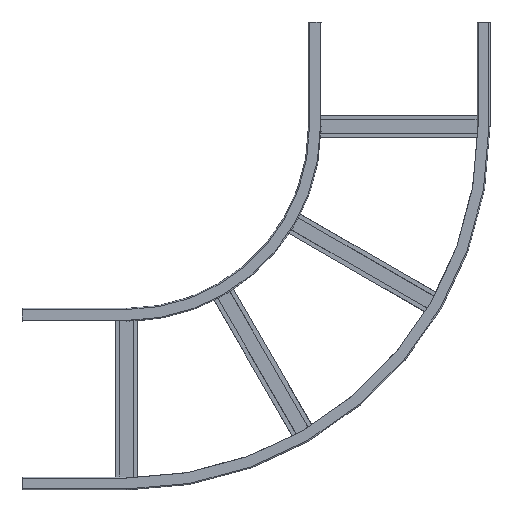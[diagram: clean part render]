
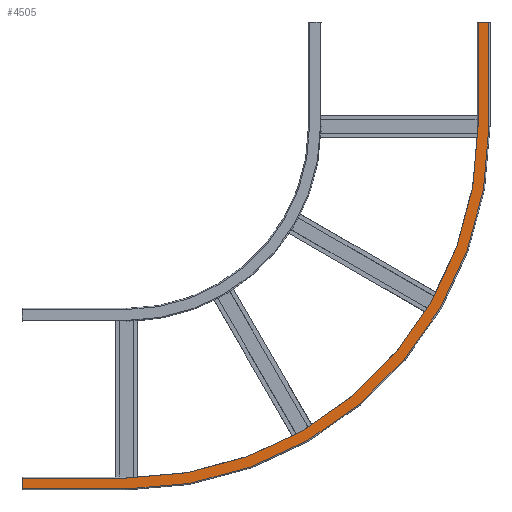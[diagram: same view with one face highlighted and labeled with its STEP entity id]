
A CAD part, front view. The second image highlights one B-rep face of the part: STEP entity #4505.
In plain terms, the highlighted planar face has unit normal (0, -1, 0).
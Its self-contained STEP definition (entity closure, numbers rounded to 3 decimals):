
#326 = CIRCLE ( 'NONE', #385, 580.2 ) ;
#385 = AXIS2_PLACEMENT_3D ( 'NONE', #1149, #1150, #1151 ) ;
#513 = EDGE_CURVE ( 'NONE', #2808, #2810, #3282, .T. ) ;
#516 = EDGE_CURVE ( 'NONE', #2808, #2796, #3285, .T. ) ;
#529 = EDGE_CURVE ( 'NONE', #2811, #2847, #3311, .T. ) ;
#530 = EDGE_CURVE ( 'NONE', #2842, #2847, #3313, .T. ) ;
#531 = EDGE_CURVE ( 'NONE', #2810, #2842, #3315, .T. ) ;
#532 = EDGE_CURVE ( 'NONE', #2796, #2841, #3317, .T. ) ;
#534 = EDGE_CURVE ( 'NONE', #2809, #2841, #3294, .T. ) ;
#1149 = CARTESIAN_POINT ( 'NONE',  ( -300., -42.93, -173. ) ) ;
#1150 = DIRECTION ( 'NONE',  ( 0., -1., 0. ) ) ;
#1151 = DIRECTION ( 'NONE',  ( 1., 0., 0. ) ) ;
#1228 = CARTESIAN_POINT ( 'NONE',  ( -473., -42.93, -771.2 ) ) ;
#1240 = CARTESIAN_POINT ( 'NONE',  ( -300., -42.93, -771.2 ) ) ;
#1241 = CARTESIAN_POINT ( 'NONE',  ( -300., -42.93, -753.2 ) ) ;
#1483 = EDGE_CURVE ( 'NONE', #2809, #2811, #326, .T. ) ;
#1959 = CARTESIAN_POINT ( 'NONE',  ( -300., -42.93, -771.2 ) ) ;
#1963 = PLANE ( 'NONE',  #2132 ) ;
#1965 = DIRECTION ( 'NONE',  ( 0., -1., 0. ) ) ;
#1966 = DIRECTION ( 'NONE',  ( 1., 0., 0. ) ) ;
#2132 = AXIS2_PLACEMENT_3D ( 'NONE', #1959, #1965, #1966 ) ;
#2563 = FACE_OUTER_BOUND ( 'NONE', #5041, .T. ) ;
#2796 = VERTEX_POINT ( 'NONE', #1228 ) ;
#2808 = VERTEX_POINT ( 'NONE', #1240 ) ;
#2809 = VERTEX_POINT ( 'NONE', #1241 ) ;
#2810 = VERTEX_POINT ( 'NONE', #3787 ) ;
#2811 = VERTEX_POINT ( 'NONE', #3788 ) ;
#2841 = VERTEX_POINT ( 'NONE', #3818 ) ;
#2842 = VERTEX_POINT ( 'NONE', #3819 ) ;
#2847 = VERTEX_POINT ( 'NONE', #3824 ) ;
#3282 = CIRCLE ( 'NONE', #3685, 598.2 ) ;
#3285 = LINE ( 'NONE', #4652, #3290 ) ;
#3290 = VECTOR ( 'NONE', #4657, 1000. ) ;
#3294 = LINE ( 'NONE', #4667, #3324 ) ;
#3311 = LINE ( 'NONE', #4685, #3314 ) ;
#3313 = LINE ( 'NONE', #4687, #3316 ) ;
#3314 = VECTOR ( 'NONE', #4686, 1000. ) ;
#3315 = LINE ( 'NONE', #4689, #3318 ) ;
#3316 = VECTOR ( 'NONE', #4688, 1000. ) ;
#3317 = LINE ( 'NONE', #4691, #3320 ) ;
#3318 = VECTOR ( 'NONE', #4690, 1000. ) ;
#3320 = VECTOR ( 'NONE', #4692, 1000. ) ;
#3324 = VECTOR ( 'NONE', #4696, 1000. ) ;
#3685 = AXIS2_PLACEMENT_3D ( 'NONE', #4649, #4650, #4651 ) ;
#3787 = CARTESIAN_POINT ( 'NONE',  ( 298.2, -42.93, -173. ) ) ;
#3788 = CARTESIAN_POINT ( 'NONE',  ( 280.2, -42.93, -173. ) ) ;
#3818 = CARTESIAN_POINT ( 'NONE',  ( -473., -42.93, -753.2 ) ) ;
#3819 = CARTESIAN_POINT ( 'NONE',  ( 298.2, -42.93, 0. ) ) ;
#3824 = CARTESIAN_POINT ( 'NONE',  ( 280.2, -42.93, 0. ) ) ;
#4505 = ADVANCED_FACE ( 'NONE', ( #2563 ), #1963, .T. ) ;
#4649 = CARTESIAN_POINT ( 'NONE',  ( -300., -42.93, -173. ) ) ;
#4650 = DIRECTION ( 'NONE',  ( 0., -1., 0. ) ) ;
#4651 = DIRECTION ( 'NONE',  ( 1., 0., 0. ) ) ;
#4652 = CARTESIAN_POINT ( 'NONE',  ( -300., -42.93, -771.2 ) ) ;
#4657 = DIRECTION ( 'NONE',  ( -1., 0., 0. ) ) ;
#4667 = CARTESIAN_POINT ( 'NONE',  ( -300., -42.93, -753.2 ) ) ;
#4685 = CARTESIAN_POINT ( 'NONE',  ( 280.2, -42.93, -173. ) ) ;
#4686 = DIRECTION ( 'NONE',  ( 0., 0., 1. ) ) ;
#4687 = CARTESIAN_POINT ( 'NONE',  ( 298.2, -42.93, 0. ) ) ;
#4688 = DIRECTION ( 'NONE',  ( -1., 0., 0. ) ) ;
#4689 = CARTESIAN_POINT ( 'NONE',  ( 298.2, -42.93, -173. ) ) ;
#4690 = DIRECTION ( 'NONE',  ( 0., 0., 1. ) ) ;
#4691 = CARTESIAN_POINT ( 'NONE',  ( -473., -42.93, -771.2 ) ) ;
#4692 = DIRECTION ( 'NONE',  ( 0., 0., 1. ) ) ;
#4696 = DIRECTION ( 'NONE',  ( -1., 0., 0. ) ) ;
#5041 = EDGE_LOOP ( 'NONE', ( #5378, #5379, #5380, #5381, #5382, #5383, #5384, #5385 ) ) ;
#5378 = ORIENTED_EDGE ( 'NONE', *, *, #532, .F. ) ;
#5379 = ORIENTED_EDGE ( 'NONE', *, *, #516, .F. ) ;
#5380 = ORIENTED_EDGE ( 'NONE', *, *, #513, .T. ) ;
#5381 = ORIENTED_EDGE ( 'NONE', *, *, #531, .T. ) ;
#5382 = ORIENTED_EDGE ( 'NONE', *, *, #530, .T. ) ;
#5383 = ORIENTED_EDGE ( 'NONE', *, *, #529, .F. ) ;
#5384 = ORIENTED_EDGE ( 'NONE', *, *, #1483, .F. ) ;
#5385 = ORIENTED_EDGE ( 'NONE', *, *, #534, .T. ) ;
